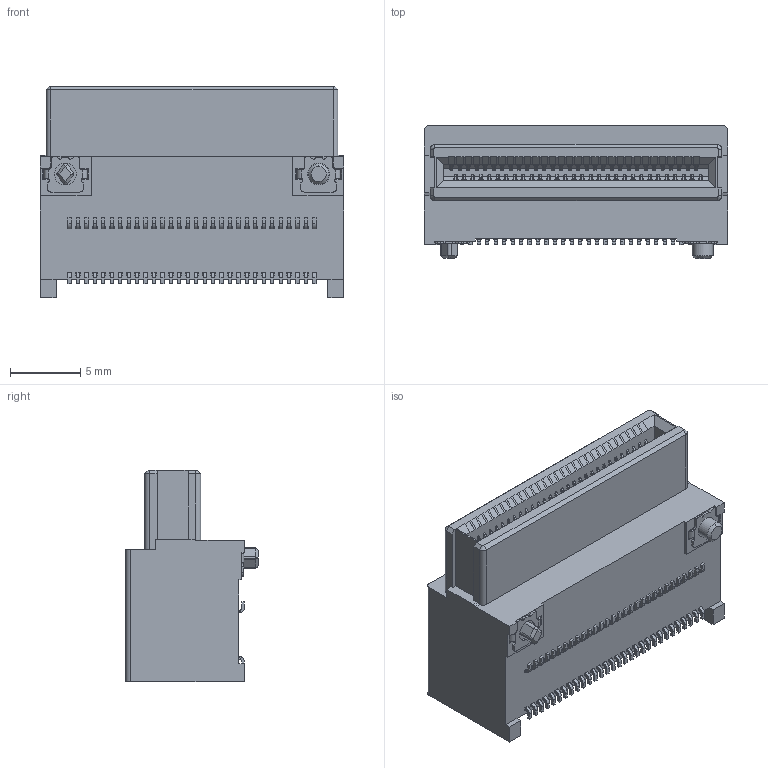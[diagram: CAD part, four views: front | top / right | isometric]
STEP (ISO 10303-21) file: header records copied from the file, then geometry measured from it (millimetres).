
FILE_DESCRIPTION (( 'STEP AP214' ), '1' );
FILE_NAME ('05-00465--A120384-001.STEP', '2020-04-21T14:17:31', ( '' ), ( '' ), 'SwSTEP 2.0', 'SolidWorks 2018', '' );
FILE_SCHEMA (( 'AUTOMOTIVE_DESIGN' ));
Length unit declared in the file: millimetre
Products named in the file (2): 05-00465--A120384-001
Bounding box: 21.55 x 9.45 x 15.05 mm (x, y, z)
Volume: 1676.4 mm3; surface area: 1709.2 mm2
Topology: 1 solids, 1 shells, 3270 faces, 8373 edges, 5176 vertices
Faces by surface type: plane 1674, cylinder 917, bspline 488, torus 180, cone 11
Entity records: 105756 total; most frequent: CARTESIAN_POINT 29136, ORIENTED_EDGE 16736, DIRECTION 13052, EDGE_CURVE 8368, VERTEX_POINT 5176, LINE 4864, VECTOR 4864, AXIS2_PLACEMENT_3D 4094
